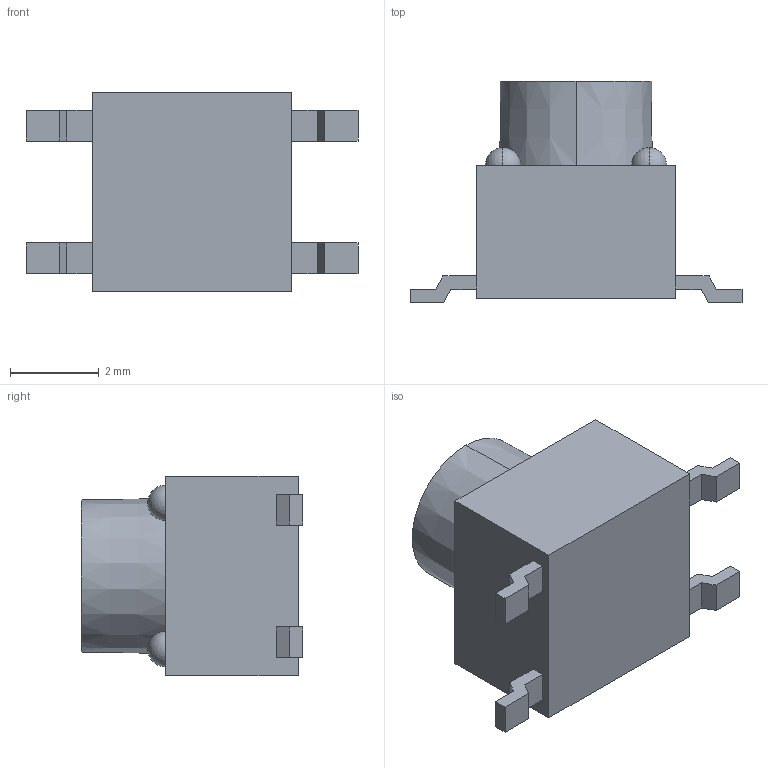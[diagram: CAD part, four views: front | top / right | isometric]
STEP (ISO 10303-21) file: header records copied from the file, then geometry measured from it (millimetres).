
FILE_DESCRIPTION(('CAx-IF Rec.Pracs.---Model Styling and Organization---1.5---2016-08-15','CAx-IF Rec.Pracs.---Geometric and Assembly Validation Properties---4.4---2016-08-17','CAx-IF Rec.Pracs.---User Defined Attributes---1.5---2016-08-15','CAx-IF Rec.Pracs.---External References---2.1---2005-01-19'),'2;1');
FILE_NAME('19877935.step','2025-02-26T12:56:22',('Unspecified'),('Unspecified'),'CAD Exchanger 3.10.2 (cadexchanger.com)','Unspecified','');
FILE_SCHEMA(('AUTOMOTIVE_DESIGN { 1 0 10303 214 1 1 1 1 }'));
Length unit declared in the file: millimetre
Products named in the file (1): TL3305BF100QG
Bounding box: 7.5 x 5 x 4.5 mm (x, y, z)
Volume: 80.6 mm3; surface area: 155.2 mm2
Topology: 10 solids, 10 shells, 62 faces, 146 edges, 96 vertices
Faces by surface type: plane 52, sphere 8, cone 2
Entity records: 1759 total; most frequent: CARTESIAN_POINT 289, ORIENTED_EDGE 276, DIRECTION 276, EDGE_CURVE 138, LINE 110, VECTOR 110, VERTEX_POINT 96, AXIS2_PLACEMENT_3D 83
